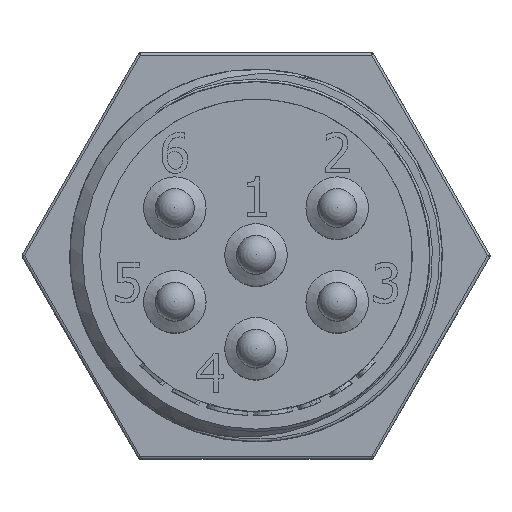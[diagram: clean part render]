
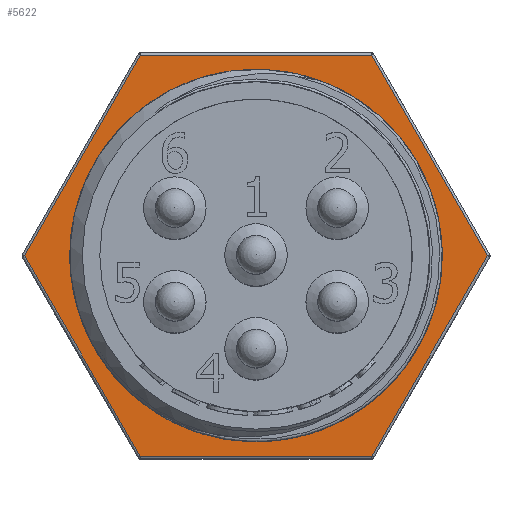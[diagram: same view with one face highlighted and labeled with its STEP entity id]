
A CAD part, top view. The second image highlights one B-rep face of the part: STEP entity #5622.
In plain terms, the highlighted planar face has unit normal (0, 0, 1).
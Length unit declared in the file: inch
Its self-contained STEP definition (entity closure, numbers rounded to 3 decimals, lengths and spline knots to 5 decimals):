
#134=FACE_BOUND($,#949,.T.);
#241=CIRCLE($,#5944,0.363);
#397=PLANE($,#5943);
#603=FACE_OUTER_BOUND($,#948,.T.);
#948=EDGE_LOOP($,(#4289,#4290,#4291,#4292,#4293,#4294));
#949=EDGE_LOOP($,(#4295));
#1381=LINE($,#10928,#1731);
#1384=LINE($,#10941,#1734);
#1387=LINE($,#10952,#1737);
#1390=LINE($,#10973,#1740);
#1395=LINE($,#11198,#1745);
#1398=LINE($,#11214,#1748);
#1731=VECTOR($,#6515,0.46303);
#1734=VECTOR($,#6530,0.46303);
#1737=VECTOR($,#6541,0.46303);
#1740=VECTOR($,#6568,0.46303);
#1745=VECTOR($,#6593,0.46303);
#1748=VECTOR($,#6618,0.46303);
#2399=VERTEX_POINT($,#10925);
#2400=VERTEX_POINT($,#10927);
#2403=VERTEX_POINT($,#10937);
#2408=VERTEX_POINT($,#10950);
#2413=VERTEX_POINT($,#10969);
#2426=VERTEX_POINT($,#11196);
#2460=VERTEX_POINT($,#18323);
#3041=EDGE_CURVE($,#2400,#2399,#1381,.T.);
#3048=EDGE_CURVE($,#2403,#2400,#1384,.T.);
#3053=EDGE_CURVE($,#2399,#2408,#1387,.T.);
#3064=EDGE_CURVE($,#2413,#2403,#1390,.T.);
#3083=EDGE_CURVE($,#2408,#2426,#1395,.T.);
#3092=EDGE_CURVE($,#2426,#2413,#1398,.T.);
#3136=EDGE_CURVE($,#2460,#2460,#241,.T.);
#4289=ORIENTED_EDGE($,*,*,#3048,.T.);
#4290=ORIENTED_EDGE($,*,*,#3041,.T.);
#4291=ORIENTED_EDGE($,*,*,#3053,.T.);
#4292=ORIENTED_EDGE($,*,*,#3083,.T.);
#4293=ORIENTED_EDGE($,*,*,#3092,.T.);
#4294=ORIENTED_EDGE($,*,*,#3064,.T.);
#4295=ORIENTED_EDGE($,*,*,#3136,.T.);
#5622=ADVANCED_FACE($,(#603,#134),#397,.F.);
#5943=AXIS2_PLACEMENT_3D($,#18322,#6657,#6658);
#5944=AXIS2_PLACEMENT_3D($,#18324,#6659,#6660);
#6515=DIRECTION($,(-0.5,-0.866,0.));
#6530=DIRECTION($,(-1.,0.,0.));
#6541=DIRECTION($,(0.5,-0.866,0.));
#6568=DIRECTION($,(-0.5,0.866,0.));
#6593=DIRECTION($,(1.,0.,0.));
#6618=DIRECTION($,(0.5,0.866,0.));
#6657=DIRECTION('center_axis',(0.,0.,-1.));
#6658=DIRECTION('ref_axis',(-1.,0.,0.));
#6659=DIRECTION('center_axis',(0.,0.,-1.));
#6660=DIRECTION('ref_axis',(-1.,0.,0.));
#10925=CARTESIAN_POINT('',(-0.46303,0.,0.25));
#10927=CARTESIAN_POINT('',(-0.23152,0.401,0.25));
#10928=CARTESIAN_POINT($,(-0.23152,0.401,0.25));
#10937=CARTESIAN_POINT('',(0.23152,0.401,0.25));
#10941=CARTESIAN_POINT($,(0.23152,0.401,0.25));
#10950=CARTESIAN_POINT('',(-0.23152,-0.401,0.25));
#10952=CARTESIAN_POINT($,(-0.46303,0.,0.25));
#10969=CARTESIAN_POINT('',(0.46303,0.,0.25));
#10973=CARTESIAN_POINT($,(0.46303,0.,0.25));
#11196=CARTESIAN_POINT('',(0.23152,-0.401,0.25));
#11198=CARTESIAN_POINT($,(-0.23152,-0.401,0.25));
#11214=CARTESIAN_POINT($,(0.23152,-0.401,0.25));
#18322=CARTESIAN_POINT('Origin',(-0.2344,0.406,0.25));
#18323=CARTESIAN_POINT('',(-0.363,0.,0.25));
#18324=CARTESIAN_POINT('Origin',(0.,0.,0.25));
